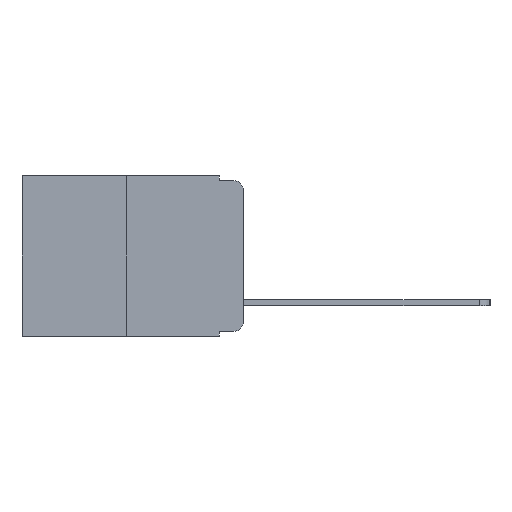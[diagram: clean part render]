
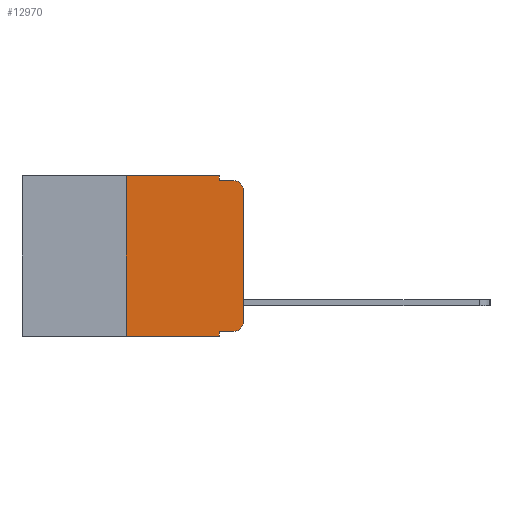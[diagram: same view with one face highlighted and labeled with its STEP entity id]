
A CAD part, left-side view. The second image highlights one B-rep face of the part: STEP entity #12970.
In plain terms, the highlighted planar face has unit normal (-1, 0, 0).
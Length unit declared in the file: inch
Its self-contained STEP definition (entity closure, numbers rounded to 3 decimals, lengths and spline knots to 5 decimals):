
#128 = EDGE_CURVE ( 'NONE', #3809, #7112, #8406, .T. ) ;
#536 = EDGE_CURVE ( 'NONE', #7112, #13174, #17473, .T. ) ;
#760 = CIRCLE ( 'NONE', #18411, 0.02 ) ;
#1044 = PLANE ( 'NONE',  #8265 ) ;
#1219 = DIRECTION ( 'NONE',  ( 0., -1., 0. ) ) ;
#1240 = CARTESIAN_POINT ( 'NONE',  ( 0., 0., 0. ) ) ;
#1775 = VECTOR ( 'NONE', #5006, 39.37008 ) ;
#1839 = ORIENTED_EDGE ( 'NONE', *, *, #4395, .F. ) ;
#2342 = ORIENTED_EDGE ( 'NONE', *, *, #19696, .F. ) ;
#2648 = LINE ( 'NONE', #14568, #18165 ) ;
#2656 = DIRECTION ( 'NONE',  ( 0., 0., -1. ) ) ;
#2784 = CARTESIAN_POINT ( 'NONE',  ( 0., 0.051, -0.01 ) ) ;
#2830 = ORIENTED_EDGE ( 'NONE', *, *, #536, .T. ) ;
#3131 = DIRECTION ( 'NONE',  ( -1., 0., 0. ) ) ;
#3213 = CARTESIAN_POINT ( 'NONE',  ( 0., 0.473, -0.343 ) ) ;
#3218 = LINE ( 'NONE', #5470, #6988 ) ;
#3809 = VERTEX_POINT ( 'NONE', #8413 ) ;
#4122 = VECTOR ( 'NONE', #10111, 39.37008 ) ;
#4395 = EDGE_CURVE ( 'NONE', #13142, #4886, #15247, .T. ) ;
#4758 = CARTESIAN_POINT ( 'NONE',  ( 0., 0.051, -0.343 ) ) ;
#4886 = VERTEX_POINT ( 'NONE', #9714 ) ;
#5006 = DIRECTION ( 'NONE',  ( 0., -1., 0. ) ) ;
#5323 = VERTEX_POINT ( 'NONE', #2784 ) ;
#5470 = CARTESIAN_POINT ( 'NONE',  ( 0., 0.051, 0. ) ) ;
#6043 = ORIENTED_EDGE ( 'NONE', *, *, #18686, .F. ) ;
#6311 = CARTESIAN_POINT ( 'NONE',  ( 0., 0., -0.313 ) ) ;
#6649 = CARTESIAN_POINT ( 'NONE',  ( 0., 0.25, -0.343 ) ) ;
#6987 = CARTESIAN_POINT ( 'NONE',  ( 0., 0.051, 0. ) ) ;
#6988 = VECTOR ( 'NONE', #15030, 39.37008 ) ;
#7112 = VERTEX_POINT ( 'NONE', #9522 ) ;
#8265 = AXIS2_PLACEMENT_3D ( 'NONE', #18105, #12097, #2656 ) ;
#8406 = LINE ( 'NONE', #10314, #4122 ) ;
#8413 = CARTESIAN_POINT ( 'NONE',  ( 0., 0.051, -0.333 ) ) ;
#8993 = VECTOR ( 'NONE', #1219, 39.37008 ) ;
#8998 = EDGE_CURVE ( 'NONE', #11880, #11759, #11874, .T. ) ;
#9215 = CARTESIAN_POINT ( 'NONE',  ( 0., 0., -0.03 ) ) ;
#9522 = CARTESIAN_POINT ( 'NONE',  ( 0., 0.02, -0.333 ) ) ;
#9714 = CARTESIAN_POINT ( 'NONE',  ( 0., 0.051, 0. ) ) ;
#10111 = DIRECTION ( 'NONE',  ( 0., -1., 0. ) ) ;
#10185 = LINE ( 'NONE', #6987, #17750 ) ;
#10314 = CARTESIAN_POINT ( 'NONE',  ( 0., 0.051, -0.333 ) ) ;
#10776 = DIRECTION ( 'NONE',  ( 0., 0., 1. ) ) ;
#11130 = DIRECTION ( 'NONE',  ( 0., -1., 0. ) ) ;
#11377 = AXIS2_PLACEMENT_3D ( 'NONE', #19294, #19185, #19163 ) ;
#11759 = VERTEX_POINT ( 'NONE', #4758 ) ;
#11874 = LINE ( 'NONE', #3213, #12354 ) ;
#11880 = VERTEX_POINT ( 'NONE', #6649 ) ;
#12097 = DIRECTION ( 'NONE',  ( 1., 0., 0. ) ) ;
#12354 = VECTOR ( 'NONE', #11130, 39.37008 ) ;
#12587 = CARTESIAN_POINT ( 'NONE',  ( 0., 0.02, -0.03 ) ) ;
#12651 = FACE_OUTER_BOUND ( 'NONE', #15722, .T. ) ;
#12939 = ORIENTED_EDGE ( 'NONE', *, *, #14690, .T. ) ;
#12970 = ADVANCED_FACE ( 'NONE', ( #12651 ), #1044, .F. ) ;
#12991 = VERTEX_POINT ( 'NONE', #13655 ) ;
#13142 = VERTEX_POINT ( 'NONE', #17051 ) ;
#13174 = VERTEX_POINT ( 'NONE', #6311 ) ;
#13422 = ORIENTED_EDGE ( 'NONE', *, *, #16683, .F. ) ;
#13655 = CARTESIAN_POINT ( 'NONE',  ( 0., 0.02, -0.01 ) ) ;
#14142 = DIRECTION ( 'NONE',  ( 0., 0., -1. ) ) ;
#14568 = CARTESIAN_POINT ( 'NONE',  ( 0., 0.25, 0. ) ) ;
#14677 = VERTEX_POINT ( 'NONE', #9215 ) ;
#14690 = EDGE_CURVE ( 'NONE', #13174, #14677, #19260, .T. ) ;
#15030 = DIRECTION ( 'NONE',  ( 0., 0., -1. ) ) ;
#15247 = LINE ( 'NONE', #15899, #1775 ) ;
#15277 = VECTOR ( 'NONE', #10776, 39.37008 ) ;
#15683 = EDGE_CURVE ( 'NONE', #14677, #12991, #760, .T. ) ;
#15722 = EDGE_LOOP ( 'NONE', ( #12939, #16933, #13422, #17416, #1839, #6043, #18348, #2342, #18815, #2830 ) ) ;
#15899 = CARTESIAN_POINT ( 'NONE',  ( 0., 0.473, 0. ) ) ;
#16683 = EDGE_CURVE ( 'NONE', #5323, #12991, #17091, .T. ) ;
#16933 = ORIENTED_EDGE ( 'NONE', *, *, #15683, .T. ) ;
#17051 = CARTESIAN_POINT ( 'NONE',  ( 0., 0.25, 0. ) ) ;
#17091 = LINE ( 'NONE', #19784, #8993 ) ;
#17416 = ORIENTED_EDGE ( 'NONE', *, *, #17682, .F. ) ;
#17473 = CIRCLE ( 'NONE', #11377, 0.02 ) ;
#17557 = DIRECTION ( 'NONE',  ( 0., 0., 1. ) ) ;
#17682 = EDGE_CURVE ( 'NONE', #4886, #5323, #10185, .T. ) ;
#17750 = VECTOR ( 'NONE', #19239, 39.37008 ) ;
#18105 = CARTESIAN_POINT ( 'NONE',  ( 0., 0.473, 0. ) ) ;
#18165 = VECTOR ( 'NONE', #17557, 39.37008 ) ;
#18348 = ORIENTED_EDGE ( 'NONE', *, *, #8998, .T. ) ;
#18411 = AXIS2_PLACEMENT_3D ( 'NONE', #12587, #3131, #14142 ) ;
#18686 = EDGE_CURVE ( 'NONE', #11880, #13142, #2648, .T. ) ;
#18815 = ORIENTED_EDGE ( 'NONE', *, *, #128, .T. ) ;
#19163 = DIRECTION ( 'NONE',  ( 0., 0., -1. ) ) ;
#19185 = DIRECTION ( 'NONE',  ( -1., 0., 0. ) ) ;
#19239 = DIRECTION ( 'NONE',  ( 0., 0., -1. ) ) ;
#19260 = LINE ( 'NONE', #1240, #15277 ) ;
#19294 = CARTESIAN_POINT ( 'NONE',  ( 0., 0.02, -0.313 ) ) ;
#19696 = EDGE_CURVE ( 'NONE', #3809, #11759, #3218, .T. ) ;
#19784 = CARTESIAN_POINT ( 'NONE',  ( 0., 0.051, -0.01 ) ) ;
